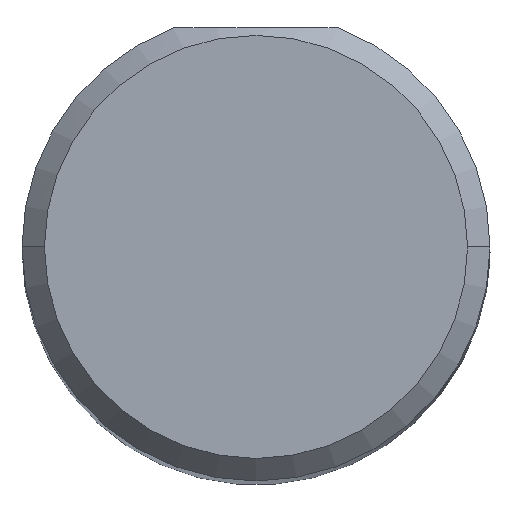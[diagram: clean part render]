
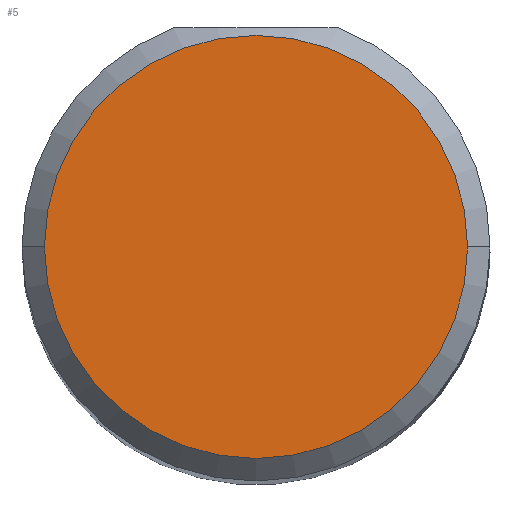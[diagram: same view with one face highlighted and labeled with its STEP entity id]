
A CAD part, top view. The second image highlights one B-rep face of the part: STEP entity #5.
In plain terms, the highlighted planar face has unit normal (0, 0, 1).
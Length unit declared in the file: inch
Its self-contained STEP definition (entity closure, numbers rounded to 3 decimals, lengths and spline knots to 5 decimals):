
#5 = ADVANCED_FACE ( 'NONE', ( #613 ), #46, .T. ) ;
#46 = PLANE ( 'NONE',  #422 ) ;
#74 = CARTESIAN_POINT ( 'NONE',  ( 0., 0., 2.5 ) ) ;
#78 = DIRECTION ( 'NONE',  ( 0., 0., 1. ) ) ;
#157 = CARTESIAN_POINT ( 'NONE',  ( 0., 0., 2.5 ) ) ;
#175 = VERTEX_POINT ( 'NONE', #447 ) ;
#179 = CARTESIAN_POINT ( 'NONE',  ( 0.14125, 0., 2.5 ) ) ;
#180 = DIRECTION ( 'NONE',  ( 1., 0., 0. ) ) ;
#187 = CIRCLE ( 'NONE', #532, 0.14125 ) ;
#234 = DIRECTION ( 'NONE',  ( 0., 0., 1. ) ) ;
#311 = EDGE_CURVE ( 'NONE', #416, #175, #474, .T. ) ;
#312 = DIRECTION ( 'NONE',  ( 0., 0., 1. ) ) ;
#345 = EDGE_CURVE ( 'NONE', #175, #416, #187, .T. ) ;
#364 = EDGE_LOOP ( 'NONE', ( #456, #606 ) ) ;
#375 = CARTESIAN_POINT ( 'NONE',  ( 0., 0., 2.5 ) ) ;
#416 = VERTEX_POINT ( 'NONE', #179 ) ;
#422 = AXIS2_PLACEMENT_3D ( 'NONE', #375, #234, #180 ) ;
#447 = CARTESIAN_POINT ( 'NONE',  ( -0.14125, 0., 2.5 ) ) ;
#456 = ORIENTED_EDGE ( 'NONE', *, *, #345, .T. ) ;
#459 = AXIS2_PLACEMENT_3D ( 'NONE', #157, #78, #503 ) ;
#474 = CIRCLE ( 'NONE', #459, 0.14125 ) ;
#503 = DIRECTION ( 'NONE',  ( 1., 0., 0. ) ) ;
#532 = AXIS2_PLACEMENT_3D ( 'NONE', #74, #312, #554 ) ;
#554 = DIRECTION ( 'NONE',  ( 1., 0., 0. ) ) ;
#606 = ORIENTED_EDGE ( 'NONE', *, *, #311, .T. ) ;
#613 = FACE_OUTER_BOUND ( 'NONE', #364, .T. ) ;
